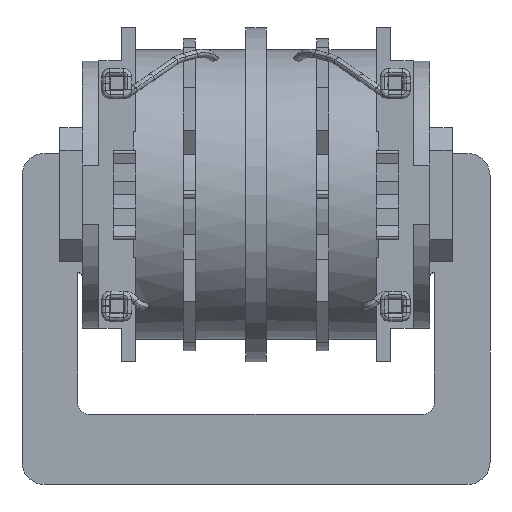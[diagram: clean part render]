
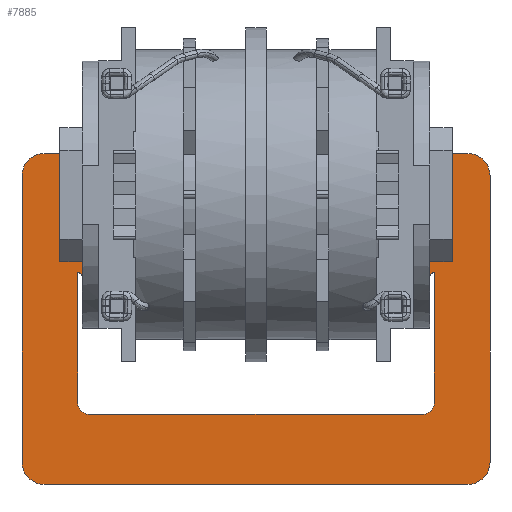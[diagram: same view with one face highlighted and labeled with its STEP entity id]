
A CAD part, front view. The second image highlights one B-rep face of the part: STEP entity #7885.
In plain terms, the highlighted planar face has unit normal (0, -1, 0).
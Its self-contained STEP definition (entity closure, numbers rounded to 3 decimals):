
#459=DIRECTION('',(0.,0.,1.));
#460=VECTOR('',#459,0.7);
#461=CARTESIAN_POINT('',(7.8,-3.05,-3.7));
#462=LINE('',#461,#460);
#496=DIRECTION('',(0.,0.,-1.));
#497=VECTOR('',#496,5.85);
#498=CARTESIAN_POINT('',(8.,-3.05,-3.5));
#499=LINE('',#498,#497);
#500=DIRECTION('',(0.,0.,-1.));
#501=VECTOR('',#500,4.85);
#502=CARTESIAN_POINT('',(8.8,-3.05,1.85));
#503=LINE('',#502,#501);
#504=DIRECTION('',(1.,0.,0.));
#505=VECTOR('',#504,0.7);
#506=CARTESIAN_POINT('',(8.8,-3.05,1.85));
#507=LINE('',#506,#505);
#508=CARTESIAN_POINT('',(9.5,-3.05,0.85));
#509=DIRECTION('',(0.,1.,0.));
#510=DIRECTION('',(0.,0.,1.));
#511=AXIS2_PLACEMENT_3D('',#508,#509,#510);
#513=DIRECTION('',(0.,0.,-1.));
#514=VECTOR('',#513,12.85);
#515=CARTESIAN_POINT('',(10.5,-3.05,0.85));
#516=LINE('',#515,#514);
#517=CARTESIAN_POINT('',(9.5,-3.05,-12.));
#518=DIRECTION('',(0.,1.,0.));
#519=DIRECTION('',(1.,0.,0.));
#520=AXIS2_PLACEMENT_3D('',#517,#518,#519);
#522=CARTESIAN_POINT('',(-9.5,-3.05,-12.));
#523=DIRECTION('',(0.,1.,0.));
#524=DIRECTION('',(0.,0.,-1.));
#525=AXIS2_PLACEMENT_3D('',#522,#523,#524);
#527=DIRECTION('',(0.,0.,1.));
#528=VECTOR('',#527,12.85);
#529=CARTESIAN_POINT('',(-10.5,-3.05,-12.));
#530=LINE('',#529,#528);
#531=CARTESIAN_POINT('',(-9.5,-3.05,0.85));
#532=DIRECTION('',(0.,1.,0.));
#533=DIRECTION('',(-1.,0.,0.));
#534=AXIS2_PLACEMENT_3D('',#531,#532,#533);
#536=DIRECTION('',(1.,0.,0.));
#537=VECTOR('',#536,0.7);
#538=CARTESIAN_POINT('',(-9.5,-3.05,1.85));
#539=LINE('',#538,#537);
#540=DIRECTION('',(0.,0.,-1.));
#541=VECTOR('',#540,4.85);
#542=CARTESIAN_POINT('',(-8.8,-3.05,1.85));
#543=LINE('',#542,#541);
#544=DIRECTION('',(-1.,0.,0.));
#545=VECTOR('',#544,1.);
#546=CARTESIAN_POINT('',(-7.8,-3.05,-3.));
#547=LINE('',#546,#545);
#548=DIRECTION('',(0.,0.,1.));
#549=VECTOR('',#548,5.85);
#550=CARTESIAN_POINT('',(-8.,-3.05,-9.35));
#551=LINE('',#550,#549);
#552=CARTESIAN_POINT('',(-7.5,-3.05,-9.35));
#553=DIRECTION('',(0.,1.,0.));
#554=DIRECTION('',(0.,0.,-1.));
#555=AXIS2_PLACEMENT_3D('',#552,#553,#554);
#557=DIRECTION('',(-1.,0.,0.));
#558=VECTOR('',#557,15.);
#559=CARTESIAN_POINT('',(7.5,-3.05,-9.85));
#560=LINE('',#559,#558);
#561=CARTESIAN_POINT('',(7.5,-3.05,-9.35));
#562=DIRECTION('',(0.,1.,0.));
#563=DIRECTION('',(1.,0.,0.));
#564=AXIS2_PLACEMENT_3D('',#561,#562,#563);
#570=CARTESIAN_POINT('',(8.,-3.05,-3.7));
#571=DIRECTION('',(0.,1.,0.));
#572=DIRECTION('',(-1.,0.,0.));
#573=AXIS2_PLACEMENT_3D('',#570,#571,#572);
#674=DIRECTION('',(1.,0.,0.));
#675=VECTOR('',#674,19.);
#676=CARTESIAN_POINT('',(-9.5,-3.05,-13.));
#677=LINE('',#676,#675);
#736=CARTESIAN_POINT('',(-8.,-3.05,-3.7));
#737=DIRECTION('',(0.,-1.,0.));
#738=DIRECTION('',(1.,0.,0.));
#739=AXIS2_PLACEMENT_3D('',#736,#737,#738);
#787=DIRECTION('',(0.,0.,-1.));
#788=VECTOR('',#787,0.7);
#789=CARTESIAN_POINT('',(-7.8,-3.05,-3.));
#790=LINE('',#789,#788);
#6159=DIRECTION('',(-1.,0.,0.));
#6160=VECTOR('',#6159,1.);
#6161=CARTESIAN_POINT('',(8.8,-3.05,-3.));
#6162=LINE('',#6161,#6160);
#6977=CARTESIAN_POINT('',(8.,-3.05,-9.35));
#6978=CARTESIAN_POINT('',(7.5,-3.05,-9.85));
#6979=VERTEX_POINT('',#6977);
#6980=VERTEX_POINT('',#6978);
#6981=CARTESIAN_POINT('',(-7.5,-3.05,-9.85));
#6982=VERTEX_POINT('',#6981);
#6983=CARTESIAN_POINT('',(-8.,-3.05,-9.35));
#6984=VERTEX_POINT('',#6983);
#7029=CARTESIAN_POINT('',(9.5,-3.05,1.85));
#7030=CARTESIAN_POINT('',(10.5,-3.05,0.85));
#7031=VERTEX_POINT('',#7029);
#7032=VERTEX_POINT('',#7030);
#7033=CARTESIAN_POINT('',(10.5,-3.05,-12.));
#7034=VERTEX_POINT('',#7033);
#7035=CARTESIAN_POINT('',(9.5,-3.05,-13.));
#7036=VERTEX_POINT('',#7035);
#7037=CARTESIAN_POINT('',(-9.5,-3.05,-13.));
#7038=CARTESIAN_POINT('',(-10.5,-3.05,-12.));
#7039=VERTEX_POINT('',#7037);
#7040=VERTEX_POINT('',#7038);
#7041=CARTESIAN_POINT('',(-10.5,-3.05,0.85));
#7042=VERTEX_POINT('',#7041);
#7043=CARTESIAN_POINT('',(-9.5,-3.05,1.85));
#7044=VERTEX_POINT('',#7043);
#7045=CARTESIAN_POINT('',(-7.8,-3.05,-3.7));
#7046=CARTESIAN_POINT('',(-8.,-3.05,-3.5));
#7047=VERTEX_POINT('',#7045);
#7048=VERTEX_POINT('',#7046);
#7059=CARTESIAN_POINT('',(-7.8,-3.05,-3.));
#7061=VERTEX_POINT('',#7059);
#7073=CARTESIAN_POINT('',(-8.8,-3.05,1.85));
#7074=VERTEX_POINT('',#7073);
#7075=CARTESIAN_POINT('',(-8.8,-3.05,-3.));
#7076=VERTEX_POINT('',#7075);
#7087=CARTESIAN_POINT('',(8.8,-3.05,-3.));
#7088=VERTEX_POINT('',#7087);
#7089=CARTESIAN_POINT('',(8.8,-3.05,1.85));
#7090=VERTEX_POINT('',#7089);
#7097=CARTESIAN_POINT('',(7.8,-3.05,-3.7));
#7098=CARTESIAN_POINT('',(8.,-3.05,-3.5));
#7099=VERTEX_POINT('',#7097);
#7100=VERTEX_POINT('',#7098);
#7105=CARTESIAN_POINT('',(7.8,-3.05,-3.));
#7106=VERTEX_POINT('',#7105);
#7837=CARTESIAN_POINT('',(0.,-3.05,0.));
#7838=DIRECTION('',(0.,-1.,0.));
#7839=DIRECTION('',(1.,0.,0.));
#7840=AXIS2_PLACEMENT_3D('',#7837,#7838,#7839);
#7841=PLANE('',#7840);
#7843=ORIENTED_EDGE('',*,*,#7842,.F.);
#7845=ORIENTED_EDGE('',*,*,#7844,.F.);
#7846=ORIENTED_EDGE('',*,*,#7751,.T.);
#7848=ORIENTED_EDGE('',*,*,#7847,.F.);
#7850=ORIENTED_EDGE('',*,*,#7849,.F.);
#7851=ORIENTED_EDGE('',*,*,#7818,.T.);
#7853=ORIENTED_EDGE('',*,*,#7852,.T.);
#7855=ORIENTED_EDGE('',*,*,#7854,.T.);
#7857=ORIENTED_EDGE('',*,*,#7856,.T.);
#7859=ORIENTED_EDGE('',*,*,#7858,.F.);
#7861=ORIENTED_EDGE('',*,*,#7860,.T.);
#7863=ORIENTED_EDGE('',*,*,#7862,.T.);
#7865=ORIENTED_EDGE('',*,*,#7864,.T.);
#7866=ORIENTED_EDGE('',*,*,#7783,.T.);
#7868=ORIENTED_EDGE('',*,*,#7867,.T.);
#7870=ORIENTED_EDGE('',*,*,#7869,.F.);
#7872=ORIENTED_EDGE('',*,*,#7871,.T.);
#7874=ORIENTED_EDGE('',*,*,#7873,.T.);
#7876=ORIENTED_EDGE('',*,*,#7875,.F.);
#7878=ORIENTED_EDGE('',*,*,#7877,.F.);
#7880=ORIENTED_EDGE('',*,*,#7879,.F.);
#7882=ORIENTED_EDGE('',*,*,#7881,.F.);
#7883=EDGE_LOOP('',(#7843,#7845,#7846,#7848,#7850,#7851,#7853,#7855,#7857,#7859,
#7861,#7863,#7865,#7866,#7868,#7870,#7872,#7874,#7876,#7878,#7880,#7882));
#7884=FACE_OUTER_BOUND('',#7883,.F.);
#512=CIRCLE('',#511,1.);
#521=CIRCLE('',#520,1.);
#526=CIRCLE('',#525,1.);
#535=CIRCLE('',#534,1.);
#556=CIRCLE('',#555,0.5);
#565=CIRCLE('',#564,0.5);
#574=CIRCLE('',#573,0.2);
#740=CIRCLE('',#739,0.2);
#7751=EDGE_CURVE('',#7099,#7106,#462,.T.);
#7783=EDGE_CURVE('',#7044,#7074,#539,.T.);
#7818=EDGE_CURVE('',#7090,#7031,#507,.T.);
#7842=EDGE_CURVE('',#7100,#6979,#499,.T.);
#7844=EDGE_CURVE('',#7099,#7100,#574,.T.);
#7847=EDGE_CURVE('',#7088,#7106,#6162,.T.);
#7849=EDGE_CURVE('',#7090,#7088,#503,.T.);
#7852=EDGE_CURVE('',#7031,#7032,#512,.T.);
#7854=EDGE_CURVE('',#7032,#7034,#516,.T.);
#7856=EDGE_CURVE('',#7034,#7036,#521,.T.);
#7858=EDGE_CURVE('',#7039,#7036,#677,.T.);
#7860=EDGE_CURVE('',#7039,#7040,#526,.T.);
#7862=EDGE_CURVE('',#7040,#7042,#530,.T.);
#7864=EDGE_CURVE('',#7042,#7044,#535,.T.);
#7867=EDGE_CURVE('',#7074,#7076,#543,.T.);
#7869=EDGE_CURVE('',#7061,#7076,#547,.T.);
#7871=EDGE_CURVE('',#7061,#7047,#790,.T.);
#7873=EDGE_CURVE('',#7047,#7048,#740,.T.);
#7875=EDGE_CURVE('',#6984,#7048,#551,.T.);
#7877=EDGE_CURVE('',#6982,#6984,#556,.T.);
#7879=EDGE_CURVE('',#6980,#6982,#560,.T.);
#7881=EDGE_CURVE('',#6979,#6980,#565,.T.);
#7885=ADVANCED_FACE('',(#7884),#7841,.T.);
